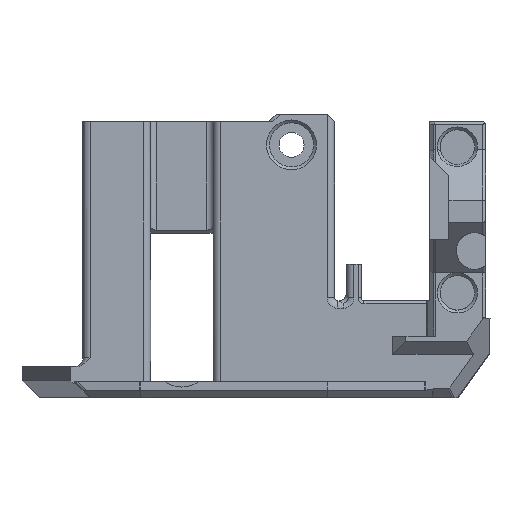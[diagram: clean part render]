
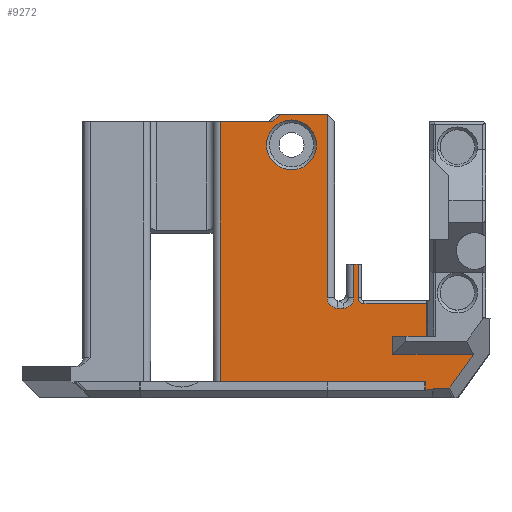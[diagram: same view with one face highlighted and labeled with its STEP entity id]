
A CAD part, left-side view. The second image highlights one B-rep face of the part: STEP entity #9272.
In plain terms, the highlighted planar face has unit normal (-1, 0, 0).
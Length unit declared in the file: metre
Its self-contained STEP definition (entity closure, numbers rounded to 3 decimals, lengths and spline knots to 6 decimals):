
#206=ELLIPSE('',#9830,0.000567,0.0004);
#207=ELLIPSE('',#9831,0.000602,0.0004);
#439=CIRCLE('',#9829,0.0034);
#440=CIRCLE('',#9832,0.0008);
#441=CIRCLE('',#9833,0.0014);
#442=CIRCLE('',#9834,0.0014);
#996=ORIENTED_EDGE('',*,*,#3815,.F.);
#997=ORIENTED_EDGE('',*,*,#3816,.T.);
#998=ORIENTED_EDGE('',*,*,#3817,.F.);
#999=ORIENTED_EDGE('',*,*,#3818,.F.);
#1000=ORIENTED_EDGE('',*,*,#3819,.F.);
#1001=ORIENTED_EDGE('',*,*,#3820,.F.);
#1002=ORIENTED_EDGE('',*,*,#3812,.F.);
#1003=ORIENTED_EDGE('',*,*,#3821,.F.);
#1004=ORIENTED_EDGE('',*,*,#3801,.F.);
#1005=ORIENTED_EDGE('',*,*,#3822,.F.);
#1006=ORIENTED_EDGE('',*,*,#3823,.F.);
#1007=ORIENTED_EDGE('',*,*,#3824,.F.);
#1008=ORIENTED_EDGE('',*,*,#3825,.F.);
#1009=ORIENTED_EDGE('',*,*,#3826,.T.);
#1010=ORIENTED_EDGE('',*,*,#3827,.F.);
#1011=ORIENTED_EDGE('',*,*,#3828,.F.);
#1012=ORIENTED_EDGE('',*,*,#3829,.F.);
#1013=ORIENTED_EDGE('',*,*,#3830,.F.);
#1014=ORIENTED_EDGE('',*,*,#3831,.F.);
#1015=ORIENTED_EDGE('',*,*,#3832,.F.);
#1016=ORIENTED_EDGE('',*,*,#3833,.T.);
#1017=ORIENTED_EDGE('',*,*,#3834,.T.);
#1018=ORIENTED_EDGE('',*,*,#3835,.F.);
#1019=ORIENTED_EDGE('',*,*,#3836,.F.);
#1020=ORIENTED_EDGE('',*,*,#3837,.F.);
#3801=EDGE_CURVE('',#5208,#5209,#6136,.T.);
#3812=EDGE_CURVE('',#5218,#5219,#6146,.T.);
#3815=EDGE_CURVE('',#5220,#5220,#439,.T.);
#3816=EDGE_CURVE('',#5221,#5222,#6149,.T.);
#3817=EDGE_CURVE('',#5223,#5222,#206,.T.);
#3818=EDGE_CURVE('',#5224,#5223,#6150,.T.);
#3819=EDGE_CURVE('',#5225,#5224,#207,.T.);
#3820=EDGE_CURVE('',#5219,#5225,#6151,.T.);
#3821=EDGE_CURVE('',#5209,#5218,#6152,.T.);
#3822=EDGE_CURVE('',#5226,#5208,#6153,.T.);
#3823=EDGE_CURVE('',#5227,#5226,#6154,.T.);
#3824=EDGE_CURVE('',#5228,#5227,#440,.T.);
#3825=EDGE_CURVE('',#5229,#5228,#6155,.T.);
#3826=EDGE_CURVE('',#5229,#5230,#6156,.T.);
#3827=EDGE_CURVE('',#5231,#5230,#6157,.T.);
#3828=EDGE_CURVE('',#5232,#5231,#441,.T.);
#3829=EDGE_CURVE('',#5233,#5232,#6158,.T.);
#3830=EDGE_CURVE('',#5234,#5233,#442,.T.);
#3831=EDGE_CURVE('',#5235,#5234,#6159,.T.);
#3832=EDGE_CURVE('',#5236,#5235,#6160,.T.);
#3833=EDGE_CURVE('',#5236,#5237,#6161,.T.);
#3834=EDGE_CURVE('',#5237,#5238,#6162,.T.);
#3835=EDGE_CURVE('',#5239,#5238,#6163,.T.);
#3836=EDGE_CURVE('',#5240,#5239,#6164,.T.);
#3837=EDGE_CURVE('',#5221,#5240,#6165,.T.);
#5208=VERTEX_POINT('',#13705);
#5209=VERTEX_POINT('',#13707);
#5218=VERTEX_POINT('',#13729);
#5219=VERTEX_POINT('',#13730);
#5220=VERTEX_POINT('',#13735);
#5221=VERTEX_POINT('',#13737);
#5222=VERTEX_POINT('',#13738);
#5223=VERTEX_POINT('',#13740);
#5224=VERTEX_POINT('',#13742);
#5225=VERTEX_POINT('',#13744);
#5226=VERTEX_POINT('',#13748);
#5227=VERTEX_POINT('',#13750);
#5228=VERTEX_POINT('',#13752);
#5229=VERTEX_POINT('',#13754);
#5230=VERTEX_POINT('',#13756);
#5231=VERTEX_POINT('',#13758);
#5232=VERTEX_POINT('',#13760);
#5233=VERTEX_POINT('',#13762);
#5234=VERTEX_POINT('',#13764);
#5235=VERTEX_POINT('',#13766);
#5236=VERTEX_POINT('',#13768);
#5237=VERTEX_POINT('',#13770);
#5238=VERTEX_POINT('',#13772);
#5239=VERTEX_POINT('',#13774);
#5240=VERTEX_POINT('',#13776);
#6136=LINE('',#13706,#7025);
#6146=LINE('',#13728,#7035);
#6149=LINE('',#13736,#7038);
#6150=LINE('',#13741,#7039);
#6151=LINE('',#13745,#7040);
#6152=LINE('',#13746,#7041);
#6153=LINE('',#13747,#7042);
#6154=LINE('',#13749,#7043);
#6155=LINE('',#13753,#7044);
#6156=LINE('',#13755,#7045);
#6157=LINE('',#13757,#7046);
#6158=LINE('',#13761,#7047);
#6159=LINE('',#13765,#7048);
#6160=LINE('',#13767,#7049);
#6161=LINE('',#13769,#7050);
#6162=LINE('',#13771,#7051);
#6163=LINE('',#13773,#7052);
#6164=LINE('',#13775,#7053);
#6165=LINE('',#13777,#7054);
#7025=VECTOR('',#10857,1.);
#7035=VECTOR('',#10873,1.);
#7038=VECTOR('',#10880,1.);
#7039=VECTOR('',#10883,1.);
#7040=VECTOR('',#10886,1.);
#7041=VECTOR('',#10887,1.);
#7042=VECTOR('',#10888,1.);
#7043=VECTOR('',#10889,1.);
#7044=VECTOR('',#10892,1.);
#7045=VECTOR('',#10893,1.);
#7046=VECTOR('',#10894,1.);
#7047=VECTOR('',#10897,1.);
#7048=VECTOR('',#10900,1.);
#7049=VECTOR('',#10901,1.);
#7050=VECTOR('',#10902,1.);
#7051=VECTOR('',#10903,1.);
#7052=VECTOR('',#10904,1.);
#7053=VECTOR('',#10905,1.);
#7054=VECTOR('',#10906,1.);
#7838=EDGE_LOOP('',(#996));
#7839=EDGE_LOOP('',(#997,#998,#999,#1000,#1001,#1002,#1003,#1004,#1005,
#1006,#1007,#1008,#1009,#1010,#1011,#1012,#1013,#1014,#1015,#1016,#1017,
#1018,#1019,#1020));
#8413=FACE_BOUND('',#7838,.T.);
#8414=FACE_BOUND('',#7839,.T.);
#8985=PLANE('',#9828);
#9272=ADVANCED_FACE('',(#8413,#8414),#8985,.T.);
#9828=AXIS2_PLACEMENT_3D('',#13733,#10876,#10877);
#9829=AXIS2_PLACEMENT_3D('',#13734,#10878,#10879);
#9830=AXIS2_PLACEMENT_3D('',#13739,#10881,#10882);
#9831=AXIS2_PLACEMENT_3D('',#13743,#10884,#10885);
#9832=AXIS2_PLACEMENT_3D('',#13751,#10890,#10891);
#9833=AXIS2_PLACEMENT_3D('',#13759,#10895,#10896);
#9834=AXIS2_PLACEMENT_3D('',#13763,#10898,#10899);
#10857=DIRECTION('',(0.,1.,0.));
#10873=DIRECTION('',(0.,-1.,0.));
#10876=DIRECTION('',(-1.,0.,0.));
#10877=DIRECTION('',(0.,-1.,0.));
#10878=DIRECTION('',(-1.,0.,0.));
#10879=DIRECTION('',(0.,-1.,0.));
#10880=DIRECTION('',(0.,-0.984,0.176));
#10881=DIRECTION('',(-1.,0.,0.));
#10882=DIRECTION('',(0.,0.09,-0.996));
#10883=DIRECTION('',(0.,1.,0.));
#10884=DIRECTION('',(1.,0.,0.));
#10885=DIRECTION('',(0.,0.458,0.889));
#10886=DIRECTION('',(0.,0.581,-0.814));
#10887=DIRECTION('',(0.,0.,-1.));
#10888=DIRECTION('',(0.,0.,-1.));
#10889=DIRECTION('',(0.,-1.,0.));
#10890=DIRECTION('',(-1.,0.,0.));
#10891=DIRECTION('',(0.,-1.,0.));
#10892=DIRECTION('',(0.,0.,-1.));
#10893=DIRECTION('',(0.,1.,0.));
#10894=DIRECTION('',(0.,0.,1.));
#10895=DIRECTION('',(-1.,0.,0.));
#10896=DIRECTION('',(0.,1.,0.));
#10897=DIRECTION('',(0.,-1.,0.));
#10898=DIRECTION('',(-1.,0.,0.));
#10899=DIRECTION('',(0.,1.,0.));
#10900=DIRECTION('',(0.,0.,-1.));
#10901=DIRECTION('',(0.,-1.,0.));
#10902=DIRECTION('',(0.,0.707,-0.707));
#10903=DIRECTION('',(0.,1.,0.));
#10904=DIRECTION('',(0.,0.,1.));
#10905=DIRECTION('',(0.,1.,0.));
#10906=DIRECTION('',(0.,0.,1.));
#13705=CARTESIAN_POINT('',(-0.431684,-0.017035,0.0084));
#13706=CARTESIAN_POINT('',(-0.431684,-0.012279,0.0084));
#13707=CARTESIAN_POINT('',(-0.431684,-0.012379,0.0084));
#13728=CARTESIAN_POINT('',(-0.431684,-0.018359,0.0059));
#13729=CARTESIAN_POINT('',(-0.431684,-0.012379,0.0059));
#13730=CARTESIAN_POINT('',(-0.431684,-0.023395,0.0059));
#13733=CARTESIAN_POINT('',(-0.431684,0.029879,0.0032));
#13734=CARTESIAN_POINT('',(-0.431684,0.00142,0.034464));
#13735=CARTESIAN_POINT('',(-0.431684,-0.00198,0.034464));
#13736=CARTESIAN_POINT('',(-0.431684,0.028044,-0.007036));
#13737=CARTESIAN_POINT('',(-0.431684,-0.01682,0.001006));
#13738=CARTESIAN_POINT('',(-0.431684,-0.017874,0.001195));
#13739=CARTESIAN_POINT('',(-0.431684,-0.017899,0.000634));
#13740=CARTESIAN_POINT('',(-0.431684,-0.017925,0.0012));
#13741=CARTESIAN_POINT('',(-0.431684,0.020768,0.0012));
#13742=CARTESIAN_POINT('',(-0.431684,-0.019892,0.0012));
#13743=CARTESIAN_POINT('',(-0.431684,-0.019747,0.001766));
#13744=CARTESIAN_POINT('',(-0.431684,-0.020122,0.001318));
#13745=CARTESIAN_POINT('',(-0.431684,-0.020427,0.001745));
#13746=CARTESIAN_POINT('',(-0.431684,-0.012379,0.0045));
#13747=CARTESIAN_POINT('',(-0.431684,-0.017035,0.019315));
#13748=CARTESIAN_POINT('',(-0.431684,-0.017035,0.0128));
#13749=CARTESIAN_POINT('',(-0.431684,0.007188,0.0128));
#13750=CARTESIAN_POINT('',(-0.431684,-0.008454,0.0128));
#13751=CARTESIAN_POINT('',(-0.431684,-0.008454,0.0136));
#13752=CARTESIAN_POINT('',(-0.431684,-0.007654,0.0136));
#13753=CARTESIAN_POINT('',(-0.431684,-0.007654,0.0082));
#13754=CARTESIAN_POINT('',(-0.431684,-0.007654,0.0182));
#13755=CARTESIAN_POINT('',(-0.431684,0.029879,0.0182));
#13756=CARTESIAN_POINT('',(-0.431684,-0.007054,0.0182));
#13757=CARTESIAN_POINT('',(-0.431684,-0.007054,0.0052));
#13758=CARTESIAN_POINT('',(-0.431684,-0.007054,0.0136));
#13759=CARTESIAN_POINT('',(-0.431684,-0.005654,0.0136));
#13760=CARTESIAN_POINT('',(-0.431684,-0.005654,0.0122));
#13761=CARTESIAN_POINT('',(-0.431684,0.007188,0.0122));
#13762=CARTESIAN_POINT('',(-0.431684,-0.004846,0.0122));
#13763=CARTESIAN_POINT('',(-0.431684,-0.004846,0.0136));
#13764=CARTESIAN_POINT('',(-0.431684,-0.003446,0.0136));
#13765=CARTESIAN_POINT('',(-0.431684,-0.003446,0.014308));
#13766=CARTESIAN_POINT('',(-0.431684,-0.003446,0.03863));
#13767=CARTESIAN_POINT('',(-0.431684,0.00867,0.03863));
#13768=CARTESIAN_POINT('',(-0.431684,0.002963,0.03863));
#13769=CARTESIAN_POINT('',(-0.431684,0.018941,0.022652));
#13770=CARTESIAN_POINT('',(-0.431684,0.003965,0.03763));
#13771=CARTESIAN_POINT('',(-0.431684,0.029879,0.03763));
#13772=CARTESIAN_POINT('',(-0.431684,0.011129,0.03763));
#13773=CARTESIAN_POINT('',(-0.431684,0.011129,0.020415));
#13774=CARTESIAN_POINT('',(-0.431684,0.011129,0.0022));
#13775=CARTESIAN_POINT('',(-0.431684,0.00867,0.0022));
#13776=CARTESIAN_POINT('',(-0.431684,-0.01682,0.0022));
#13777=CARTESIAN_POINT('',(-0.431684,-0.01682,0.0024));
